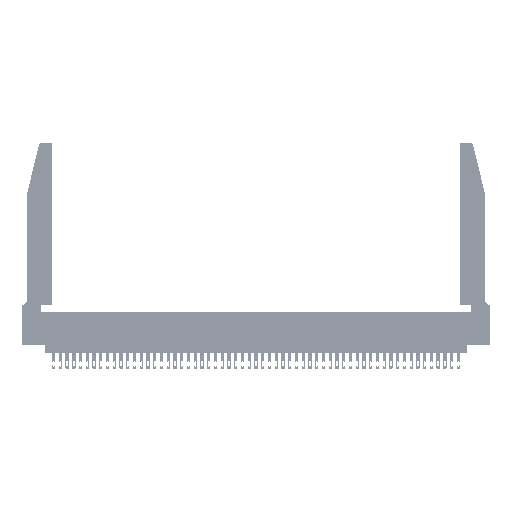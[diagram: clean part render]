
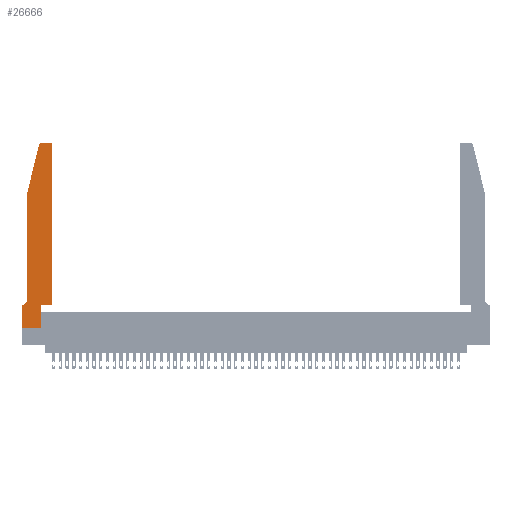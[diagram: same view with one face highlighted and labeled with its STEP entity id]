
A CAD part, top view. The second image highlights one B-rep face of the part: STEP entity #26666.
In plain terms, the highlighted planar face has unit normal (0, 0, 1).
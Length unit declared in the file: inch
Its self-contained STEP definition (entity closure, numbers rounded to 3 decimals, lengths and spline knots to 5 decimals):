
#256 = CARTESIAN_POINT ( 'NONE',  ( 0.0755, 0.35, 0.37 ) ) ;
#387 = VECTOR ( 'NONE', #32259, 39.37008 ) ;
#1324 = VERTEX_POINT ( 'NONE', #28327 ) ;
#1400 = VECTOR ( 'NONE', #1515, 39.37008 ) ;
#1476 = CIRCLE ( 'NONE', #28267, 0.03 ) ;
#1515 = DIRECTION ( 'NONE',  ( -1., 0., 0. ) ) ;
#1847 = VECTOR ( 'NONE', #16318, 39.37008 ) ;
#2657 = FACE_OUTER_BOUND ( 'NONE', #32764, .T. ) ;
#3169 = EDGE_CURVE ( 'NONE', #13797, #30142, #14568, .T. ) ;
#3737 = CARTESIAN_POINT ( 'NONE',  ( 0.284, 2.75, 0.37 ) ) ;
#3874 = VECTOR ( 'NONE', #49966, 39.37008 ) ;
#4464 = EDGE_CURVE ( 'NONE', #49508, #1324, #44124, .T. ) ;
#4487 = ORIENTED_EDGE ( 'NONE', *, *, #31642, .T. ) ;
#5471 = AXIS2_PLACEMENT_3D ( 'NONE', #8721, #12642, #43927 ) ;
#6282 = LINE ( 'NONE', #45389, #1400 ) ;
#6300 = DIRECTION ( 'NONE',  ( 1., 0., 0. ) ) ;
#6363 = VECTOR ( 'NONE', #17111, 39.37008 ) ;
#6538 = LINE ( 'NONE', #256, #38626 ) ;
#6890 = LINE ( 'NONE', #24503, #24400 ) ;
#8721 = CARTESIAN_POINT ( 'NONE',  ( 0.4205, 2.72, 0.37 ) ) ;
#8874 = VERTEX_POINT ( 'NONE', #11732 ) ;
#9019 = CARTESIAN_POINT ( 'NONE',  ( 0.2865, 0.35, 0.37 ) ) ;
#9166 = ORIENTED_EDGE ( 'NONE', *, *, #46401, .T. ) ;
#10527 = EDGE_CURVE ( 'NONE', #40226, #49508, #42687, .T. ) ;
#10831 = CARTESIAN_POINT ( 'NONE',  ( 0.4505, 0.35, 0.37 ) ) ;
#11218 = ORIENTED_EDGE ( 'NONE', *, *, #26838, .T. ) ;
#11732 = CARTESIAN_POINT ( 'NONE',  ( 0.0055, 0.35, 0.37 ) ) ;
#11934 = LINE ( 'NONE', #36477, #387 ) ;
#12220 = ORIENTED_EDGE ( 'NONE', *, *, #3169, .T. ) ;
#12453 = CARTESIAN_POINT ( 'NONE',  ( 0., 0., 0.37 ) ) ;
#12567 = CIRCLE ( 'NONE', #5471, 0.03 ) ;
#12642 = DIRECTION ( 'NONE',  ( 0., 0., 1. ) ) ;
#13733 = CARTESIAN_POINT ( 'NONE',  ( 0.25487, 2.72718, 0.37 ) ) ;
#13797 = VERTEX_POINT ( 'NONE', #48943 ) ;
#14085 = CARTESIAN_POINT ( 'NONE',  ( 0., 0., 0.37 ) ) ;
#14274 = ORIENTED_EDGE ( 'NONE', *, *, #20031, .T. ) ;
#14568 = LINE ( 'NONE', #12453, #1847 ) ;
#15958 = CARTESIAN_POINT ( 'NONE',  ( 0.0055, 0.42, 0.37 ) ) ;
#16318 = DIRECTION ( 'NONE',  ( 0., -1., 0. ) ) ;
#16651 = EDGE_CURVE ( 'NONE', #30142, #40226, #40063, .T. ) ;
#17111 = DIRECTION ( 'NONE',  ( 0., 1., 0. ) ) ;
#17187 = LINE ( 'NONE', #22703, #3874 ) ;
#20031 = EDGE_CURVE ( 'NONE', #1324, #47537, #17187, .T. ) ;
#20337 = CARTESIAN_POINT ( 'NONE',  ( 0.4505, 2.72, 0.37 ) ) ;
#20388 = DIRECTION ( 'NONE',  ( 0., 0., 1. ) ) ;
#20541 = DIRECTION ( 'NONE',  ( 1., 0., 0. ) ) ;
#20845 = AXIS2_PLACEMENT_3D ( 'NONE', #42326, #23340, #30969 ) ;
#22703 = CARTESIAN_POINT ( 'NONE',  ( 0.4505, 0.35, 0.37 ) ) ;
#23340 = DIRECTION ( 'NONE',  ( 0., 0., 1. ) ) ;
#23925 = ORIENTED_EDGE ( 'NONE', *, *, #38771, .T. ) ;
#24209 = EDGE_CURVE ( 'NONE', #25425, #38834, #11934, .T. ) ;
#24400 = VECTOR ( 'NONE', #31814, 39.37008 ) ;
#24503 = CARTESIAN_POINT ( 'NONE',  ( 0.0755, 2., 0.37 ) ) ;
#24534 = ORIENTED_EDGE ( 'NONE', *, *, #24209, .T. ) ;
#25425 = VERTEX_POINT ( 'NONE', #25616 ) ;
#25616 = CARTESIAN_POINT ( 'NONE',  ( 0.0755, 2., 0.37 ) ) ;
#25762 = EDGE_CURVE ( 'NONE', #46149, #26540, #1476, .T. ) ;
#26452 = CIRCLE ( 'NONE', #44289, 0.07 ) ;
#26540 = VERTEX_POINT ( 'NONE', #13733 ) ;
#26659 = CARTESIAN_POINT ( 'NONE',  ( 0.2865, 0., 0.37 ) ) ;
#26666 = ADVANCED_FACE ( 'NONE', ( #2657 ), #46397, .T. ) ;
#26838 = EDGE_CURVE ( 'NONE', #26540, #25425, #6890, .T. ) ;
#28267 = AXIS2_PLACEMENT_3D ( 'NONE', #47965, #20388, #20541 ) ;
#28327 = CARTESIAN_POINT ( 'NONE',  ( 0.4505, 0.35, 0.37 ) ) ;
#28585 = ORIENTED_EDGE ( 'NONE', *, *, #38536, .T. ) ;
#29538 = CARTESIAN_POINT ( 'NONE',  ( 0.0755, 0.42, 0.37 ) ) ;
#30142 = VERTEX_POINT ( 'NONE', #38098 ) ;
#30821 = VECTOR ( 'NONE', #37889, 39.37008 ) ;
#30969 = DIRECTION ( 'NONE',  ( 1., 0., 0. ) ) ;
#31253 = DIRECTION ( 'NONE',  ( -1., 0., 0. ) ) ;
#31642 = EDGE_CURVE ( 'NONE', #38834, #8874, #26452, .T. ) ;
#31814 = DIRECTION ( 'NONE',  ( -0.239, -0.971, 0. ) ) ;
#32259 = DIRECTION ( 'NONE',  ( 0., -1., 0. ) ) ;
#32764 = EDGE_LOOP ( 'NONE', ( #9166, #34806, #11218, #24534, #4487, #28585, #12220, #42863, #41575, #33584, #14274, #23925 ) ) ;
#33584 = ORIENTED_EDGE ( 'NONE', *, *, #4464, .T. ) ;
#34806 = ORIENTED_EDGE ( 'NONE', *, *, #25762, .T. ) ;
#35417 = CARTESIAN_POINT ( 'NONE',  ( 0.4205, 2.75, 0.37 ) ) ;
#36477 = CARTESIAN_POINT ( 'NONE',  ( 0.0755, 2., 0.37 ) ) ;
#37889 = DIRECTION ( 'NONE',  ( 1., 0., 0. ) ) ;
#38098 = CARTESIAN_POINT ( 'NONE',  ( 0., 0., 0.37 ) ) ;
#38536 = EDGE_CURVE ( 'NONE', #8874, #13797, #6538, .T. ) ;
#38626 = VECTOR ( 'NONE', #31253, 39.37008 ) ;
#38771 = EDGE_CURVE ( 'NONE', #47537, #47458, #12567, .T. ) ;
#38834 = VERTEX_POINT ( 'NONE', #29538 ) ;
#40063 = LINE ( 'NONE', #14085, #44948 ) ;
#40226 = VERTEX_POINT ( 'NONE', #26659 ) ;
#40314 = CARTESIAN_POINT ( 'NONE',  ( 0.2865, 0.35, 0.37 ) ) ;
#41575 = ORIENTED_EDGE ( 'NONE', *, *, #10527, .T. ) ;
#42326 = CARTESIAN_POINT ( 'NONE',  ( 0., 0.35, 0.37 ) ) ;
#42687 = LINE ( 'NONE', #40314, #6363 ) ;
#42863 = ORIENTED_EDGE ( 'NONE', *, *, #16651, .T. ) ;
#43047 = DIRECTION ( 'NONE',  ( 0., 0., -1. ) ) ;
#43927 = DIRECTION ( 'NONE',  ( 1., 0., 0. ) ) ;
#44124 = LINE ( 'NONE', #10831, #30821 ) ;
#44289 = AXIS2_PLACEMENT_3D ( 'NONE', #15958, #43047, #46948 ) ;
#44948 = VECTOR ( 'NONE', #6300, 39.37008 ) ;
#45389 = CARTESIAN_POINT ( 'NONE',  ( 0.2605, 2.75, 0.37 ) ) ;
#46149 = VERTEX_POINT ( 'NONE', #3737 ) ;
#46397 = PLANE ( 'NONE',  #20845 ) ;
#46401 = EDGE_CURVE ( 'NONE', #47458, #46149, #6282, .T. ) ;
#46948 = DIRECTION ( 'NONE',  ( -1., 0., 0. ) ) ;
#47458 = VERTEX_POINT ( 'NONE', #35417 ) ;
#47537 = VERTEX_POINT ( 'NONE', #20337 ) ;
#47965 = CARTESIAN_POINT ( 'NONE',  ( 0.284, 2.72, 0.37 ) ) ;
#48943 = CARTESIAN_POINT ( 'NONE',  ( 0., 0.35, 0.37 ) ) ;
#49508 = VERTEX_POINT ( 'NONE', #9019 ) ;
#49966 = DIRECTION ( 'NONE',  ( 0., 1., 0. ) ) ;
